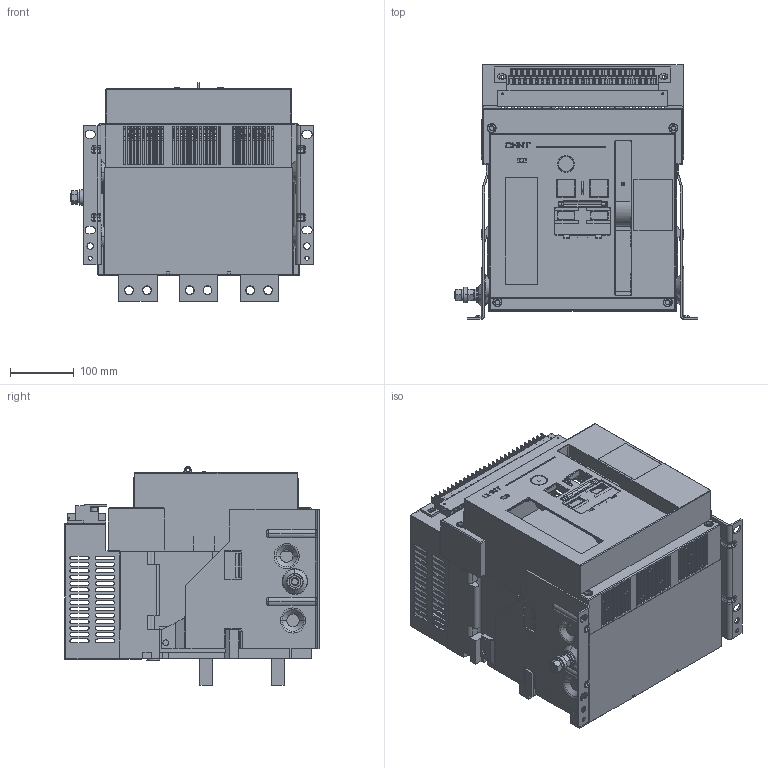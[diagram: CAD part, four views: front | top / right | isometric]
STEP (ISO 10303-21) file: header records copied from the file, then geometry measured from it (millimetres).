
FILE_DESCRIPTION((''),'2;1');
FILE_NAME('AS0000','2020-04-28T12:38:08',('fansz'),(''),'CREO PARAMETRIC BY PTC INC, 2018020','CREO PARAMETRIC BY PTC INC, 2018020','');
FILE_SCHEMA(('CONFIG_CONTROL_DESIGN'));
Products named in the file (1): AS0000
Bounding box: 382.6 x 398.75 x 342.5 mm (x, y, z)
Surface area: 1644626.3 mm2 (no closed solid volume)
Topology: 0 solids, 66 shells, 4204 faces, 12449 edges, 8366 vertices
Faces by surface type: plane 2855, cylinder 800, extrusion 204, cone 175, torus 84, bspline 82, sphere 4
Entity records: 148173 total; most frequent: CARTESIAN_POINT 35523, ORIENTED_EDGE 24844, DIRECTION 21168, EDGE_CURVE 12444, VECTOR 9150, LINE 8946, VERTEX_POINT 8366, AXIS2_PLACEMENT_3D 6009
